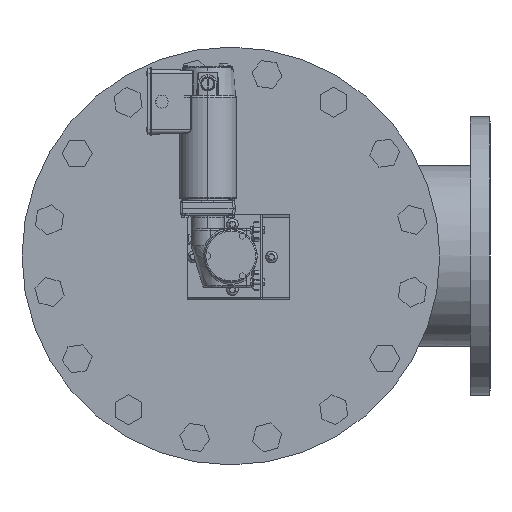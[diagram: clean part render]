
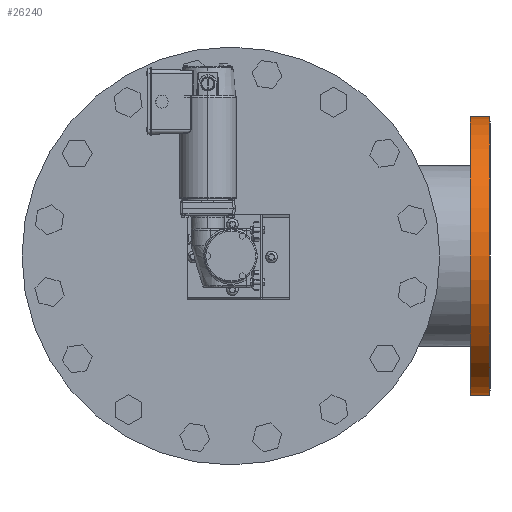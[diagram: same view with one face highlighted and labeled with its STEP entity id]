
A CAD part, left-side view. The second image highlights one B-rep face of the part: STEP entity #26240.
In plain terms, the highlighted cylindrical face has radius 203.2 mm (diameter 406.4 mm), a partial arc.
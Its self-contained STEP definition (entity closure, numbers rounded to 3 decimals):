
#421 = CARTESIAN_POINT ( 'NONE',  ( 384.439, -349.504, 203.2 ) ) ;
#592 = DIRECTION ( 'NONE',  ( 0., 1., 0. ) ) ;
#683 = VERTEX_POINT ( 'NONE', #21050 ) ;
#1834 = CYLINDRICAL_SURFACE ( 'NONE', #41319, 203.2 ) ;
#3606 = AXIS2_PLACEMENT_3D ( 'NONE', #11884, #15864, #19819 ) ;
#4111 = CARTESIAN_POINT ( 'NONE',  ( 384.439, -349.504, -203.2 ) ) ;
#4823 = CARTESIAN_POINT ( 'NONE',  ( 384.439, -349.504, 0. ) ) ;
#6518 = CARTESIAN_POINT ( 'NONE',  ( 384.439, -349.504, 203.2 ) ) ;
#6875 = CARTESIAN_POINT ( 'NONE',  ( 384.439, -349.504, -203.2 ) ) ;
#7151 = CARTESIAN_POINT ( 'NONE',  ( 384.439, -349.504, 0. ) ) ;
#9264 = EDGE_LOOP ( 'NONE', ( #46672, #32356, #14042, #46709 ) ) ;
#11617 = VERTEX_POINT ( 'NONE', #40578 ) ;
#11884 = CARTESIAN_POINT ( 'NONE',  ( 384.439, -377.952, 0. ) ) ;
#14042 = ORIENTED_EDGE ( 'NONE', *, *, #28980, .T. ) ;
#14944 = DIRECTION ( 'NONE',  ( 0., 1., 0. ) ) ;
#15033 = EDGE_CURVE ( 'NONE', #16779, #48424, #44111, .T. ) ;
#15864 = DIRECTION ( 'NONE',  ( 0., 1., 0. ) ) ;
#16779 = VERTEX_POINT ( 'NONE', #6875 ) ;
#17660 = LINE ( 'NONE', #421, #48904 ) ;
#19819 = DIRECTION ( 'NONE',  ( 0., 0., 1. ) ) ;
#21050 = CARTESIAN_POINT ( 'NONE',  ( 384.439, -377.952, 203.2 ) ) ;
#23917 = CIRCLE ( 'NONE', #3606, 203.2 ) ;
#24970 = AXIS2_PLACEMENT_3D ( 'NONE', #4823, #39646, #47709 ) ;
#26240 = ADVANCED_FACE ( 'NONE', ( #43601 ), #1834, .T. ) ;
#27852 = EDGE_CURVE ( 'NONE', #11617, #683, #23917, .T. ) ;
#28980 = EDGE_CURVE ( 'NONE', #683, #48424, #17660, .T. ) ;
#32356 = ORIENTED_EDGE ( 'NONE', *, *, #27852, .T. ) ;
#34355 = VECTOR ( 'NONE', #36026, 1000. ) ;
#36026 = DIRECTION ( 'NONE',  ( 0., 1., 0. ) ) ;
#37308 = EDGE_CURVE ( 'NONE', #11617, #16779, #47828, .T. ) ;
#39646 = DIRECTION ( 'NONE',  ( 0., 1., 0. ) ) ;
#40578 = CARTESIAN_POINT ( 'NONE',  ( 384.439, -377.952, -203.2 ) ) ;
#41319 = AXIS2_PLACEMENT_3D ( 'NONE', #7151, #14944, #49869 ) ;
#43601 = FACE_OUTER_BOUND ( 'NONE', #9264, .T. ) ;
#44111 = CIRCLE ( 'NONE', #24970, 203.2 ) ;
#46672 = ORIENTED_EDGE ( 'NONE', *, *, #37308, .F. ) ;
#46709 = ORIENTED_EDGE ( 'NONE', *, *, #15033, .F. ) ;
#47709 = DIRECTION ( 'NONE',  ( 0., 0., 1. ) ) ;
#47828 = LINE ( 'NONE', #4111, #34355 ) ;
#48424 = VERTEX_POINT ( 'NONE', #6518 ) ;
#48904 = VECTOR ( 'NONE', #592, 1000. ) ;
#49869 = DIRECTION ( 'NONE',  ( 0., 0., 1. ) ) ;
